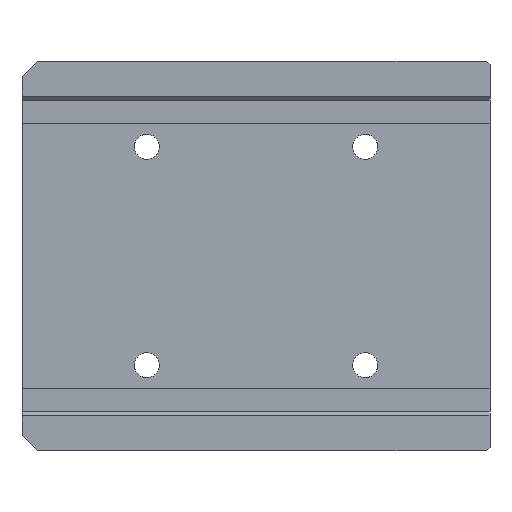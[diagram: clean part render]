
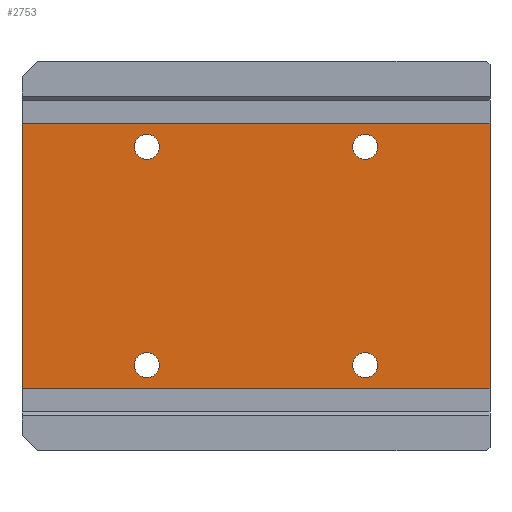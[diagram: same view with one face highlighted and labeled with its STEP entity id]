
A CAD part, left-side view. The second image highlights one B-rep face of the part: STEP entity #2753.
In plain terms, the highlighted planar face has unit normal (-1, 0, 0).
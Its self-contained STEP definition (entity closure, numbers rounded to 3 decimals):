
#69=FACE_BOUND('',#369,.T.);
#70=FACE_BOUND('',#370,.T.);
#71=FACE_BOUND('',#371,.T.);
#72=FACE_BOUND('',#372,.T.);
#97=PLANE('',#2963);
#202=FACE_OUTER_BOUND('',#368,.T.);
#368=EDGE_LOOP('',(#1977,#1978,#1979,#1980));
#369=EDGE_LOOP('',(#1981));
#370=EDGE_LOOP('',(#1982));
#371=EDGE_LOOP('',(#1983));
#372=EDGE_LOOP('',(#1984));
#555=LINE('',#4133,#850);
#562=LINE('',#4148,#857);
#569=LINE('',#4161,#864);
#570=LINE('',#4162,#865);
#850=VECTOR('',#3302,10.);
#857=VECTOR('',#3313,10.);
#864=VECTOR('',#3324,10.);
#865=VECTOR('',#3325,10.);
#1143=CIRCLE('',#2946,1.6);
#1145=CIRCLE('',#2949,1.6);
#1147=CIRCLE('',#2952,1.6);
#1150=CIRCLE('',#2956,1.6);
#1257=VERTEX_POINT('',#4103);
#1259=VERTEX_POINT('',#4109);
#1261=VERTEX_POINT('',#4115);
#1264=VERTEX_POINT('',#4123);
#1267=VERTEX_POINT('',#4131);
#1268=VERTEX_POINT('',#4132);
#1273=VERTEX_POINT('',#4146);
#1274=VERTEX_POINT('',#4147);
#1519=EDGE_CURVE('',#1257,#1257,#1143,.T.);
#1522=EDGE_CURVE('',#1259,#1259,#1145,.T.);
#1525=EDGE_CURVE('',#1261,#1261,#1147,.T.);
#1529=EDGE_CURVE('',#1264,#1264,#1150,.T.);
#1533=EDGE_CURVE('',#1267,#1268,#555,.T.);
#1540=EDGE_CURVE('',#1273,#1274,#562,.T.);
#1547=EDGE_CURVE('',#1268,#1273,#569,.T.);
#1548=EDGE_CURVE('',#1274,#1267,#570,.T.);
#1977=ORIENTED_EDGE('',*,*,#1533,.T.);
#1978=ORIENTED_EDGE('',*,*,#1547,.T.);
#1979=ORIENTED_EDGE('',*,*,#1540,.T.);
#1980=ORIENTED_EDGE('',*,*,#1548,.T.);
#1981=ORIENTED_EDGE('',*,*,#1519,.T.);
#1982=ORIENTED_EDGE('',*,*,#1525,.T.);
#1983=ORIENTED_EDGE('',*,*,#1529,.T.);
#1984=ORIENTED_EDGE('',*,*,#1522,.T.);
#2753=ADVANCED_FACE('',(#202,#69,#70,#71,#72),#97,.F.);
#2946=AXIS2_PLACEMENT_3D('',#4104,#3270,#3271);
#2949=AXIS2_PLACEMENT_3D('',#4110,#3277,#3278);
#2952=AXIS2_PLACEMENT_3D('',#4116,#3284,#3285);
#2956=AXIS2_PLACEMENT_3D('',#4124,#3293,#3294);
#2963=AXIS2_PLACEMENT_3D('',#4160,#3322,#3323);
#3270=DIRECTION('center_axis',(1.,0.,0.));
#3271=DIRECTION('ref_axis',(0.,0.,-1.));
#3277=DIRECTION('center_axis',(1.,0.,0.));
#3278=DIRECTION('ref_axis',(0.,0.,-1.));
#3284=DIRECTION('center_axis',(1.,0.,0.));
#3285=DIRECTION('ref_axis',(0.,0.,-1.));
#3293=DIRECTION('center_axis',(1.,0.,0.));
#3294=DIRECTION('ref_axis',(0.,0.,-1.));
#3302=DIRECTION('',(0.,-1.,0.));
#3313=DIRECTION('',(0.,1.,0.));
#3322=DIRECTION('center_axis',(1.,0.,0.));
#3323=DIRECTION('ref_axis',(0.,0.,
-1.));
#3324=DIRECTION('',(0.,0.,1.));
#3325=DIRECTION('',(0.,0.,-1.));
#4103=CARTESIAN_POINT('',(-656.741,226.5,686.315));
#4104=CARTESIAN_POINT('Origin',(-656.741,226.5,684.715));
#4109=CARTESIAN_POINT('',(-656.741,226.5,658.315));
#4110=CARTESIAN_POINT('Origin',(-656.741,226.5,656.715));
#4115=CARTESIAN_POINT('',(-656.741,198.5,686.315));
#4116=CARTESIAN_POINT('Origin',(-656.741,198.5,684.715));
#4123=CARTESIAN_POINT('',(-656.741,198.5,658.315));
#4124=CARTESIAN_POINT('Origin',(-656.741,198.5,656.715));
#4131=CARTESIAN_POINT('',(-656.741,242.5,653.715));
#4132=CARTESIAN_POINT('',(-656.741,182.5,653.715));
#4133=CARTESIAN_POINT('',(-656.741,227.35,653.715));
#4146=CARTESIAN_POINT('',(-656.741,182.5,687.715));
#4147=CARTESIAN_POINT('',(-656.741,242.5,687.715));
#4148=CARTESIAN_POINT('',(-656.741,197.35,687.715));
#4160=CARTESIAN_POINT('Origin',(-656.741,212.2,670.715));
#4161=CARTESIAN_POINT('',(-656.741,182.5,680.715));
#4162=CARTESIAN_POINT('',(-656.741,242.5,683.215));
